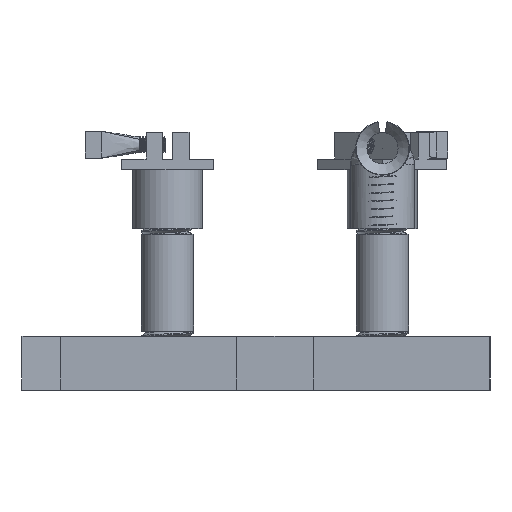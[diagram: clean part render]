
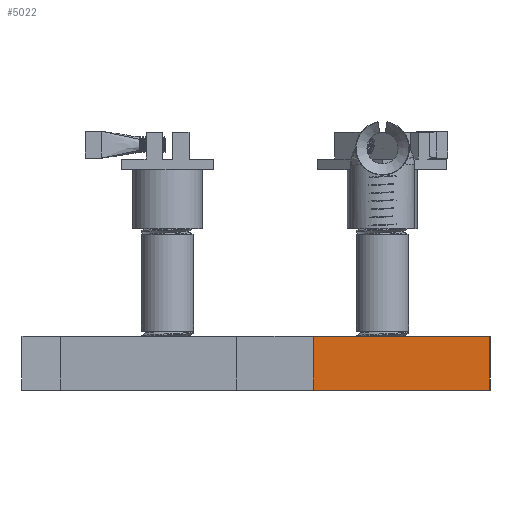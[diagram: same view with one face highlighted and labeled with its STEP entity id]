
A CAD part, left-side view. The second image highlights one B-rep face of the part: STEP entity #5022.
In plain terms, the highlighted planar face has unit normal (-1, 0, 0).
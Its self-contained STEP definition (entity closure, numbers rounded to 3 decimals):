
#124=PLANE('',#5378);
#284=FACE_OUTER_BOUND('',#568,.T.);
#568=EDGE_LOOP('',(#3659,#3660,#3661,#3662));
#1326=LINE('',#10881,#1620);
#1369=LINE('',#14816,#1663);
#1370=LINE('',#14819,#1664);
#1371=LINE('',#14820,#1665);
#1620=VECTOR('',#5849,10.);
#1663=VECTOR('',#5934,10.);
#1664=VECTOR('',#5937,10.);
#1665=VECTOR('',#5938,10.);
#2002=VERTEX_POINT('',#10878);
#2003=VERTEX_POINT('',#10880);
#2031=VERTEX_POINT('',#14814);
#2032=VERTEX_POINT('',#14818);
#2574=EDGE_CURVE('',#2002,#2003,#1326,.T.);
#2641=EDGE_CURVE('',#2031,#2003,#1369,.T.);
#2642=EDGE_CURVE('',#2032,#2031,#1370,.T.);
#2643=EDGE_CURVE('',#2032,#2002,#1371,.T.);
#3659=ORIENTED_EDGE('',*,*,#2642,.T.);
#3660=ORIENTED_EDGE('',*,*,#2641,.T.);
#3661=ORIENTED_EDGE('',*,*,#2574,.F.);
#3662=ORIENTED_EDGE('',*,*,#2643,.F.);
#5022=ADVANCED_FACE('',(#284),#124,.T.);
#5378=AXIS2_PLACEMENT_3D('',#14817,#5935,#5936);
#5849=DIRECTION('',(0.,-1.,0.));
#5934=DIRECTION('',(0.,0.,1.));
#5935=DIRECTION('center_axis',(-1.,0.,0.));
#5936=DIRECTION('ref_axis',(0.,-1.,0.));
#5937=DIRECTION('',(0.,-1.,0.));
#5938=DIRECTION('',(0.,0.,1.));
#10878=CARTESIAN_POINT('',(0.,32.879,10.));
#10880=CARTESIAN_POINT('',(0.,0.,10.));
#10881=CARTESIAN_POINT('',(0.,80.,10.));
#14814=CARTESIAN_POINT('',(0.,0.,0.));
#14816=CARTESIAN_POINT('',(0.,0.,0.));
#14817=CARTESIAN_POINT('Origin',(0.,32.879,0.));
#14818=CARTESIAN_POINT('',(0.,32.879,0.));
#14819=CARTESIAN_POINT('',(0.,80.,0.));
#14820=CARTESIAN_POINT('',(0.,32.879,0.));
